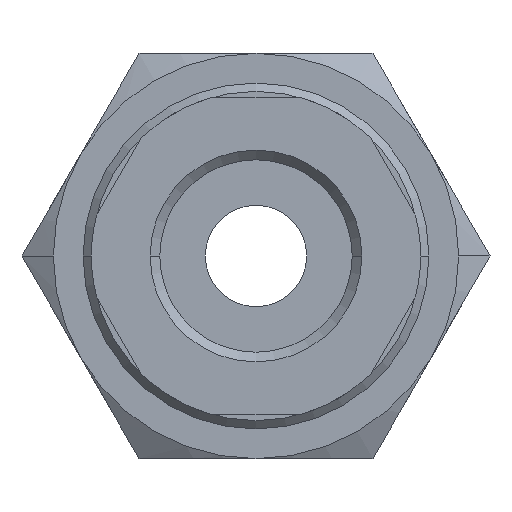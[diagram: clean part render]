
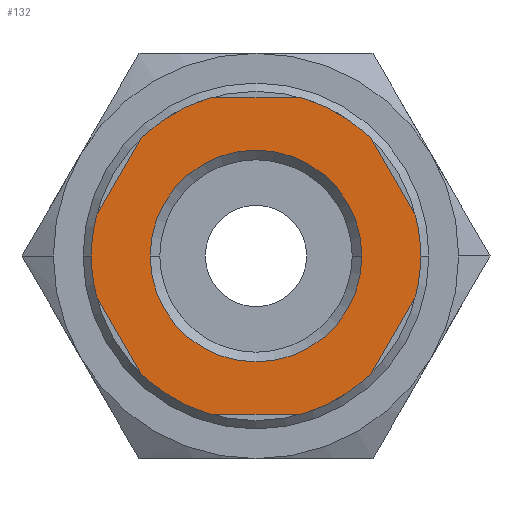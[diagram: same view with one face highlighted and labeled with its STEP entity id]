
A CAD part, front view. The second image highlights one B-rep face of the part: STEP entity #132.
In plain terms, the highlighted planar face has unit normal (0, -1, 0).
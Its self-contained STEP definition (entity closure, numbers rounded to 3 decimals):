
#132=ADVANCED_FACE('',(#325,#326),#327,.T.);
#325=FACE_BOUND('',#580,.T.);
#326=FACE_OUTER_BOUND('',#581,.T.);
#327=PLANE('',#582);
#580=EDGE_LOOP('',(#903,#904));
#581=EDGE_LOOP('',(#905,#906,#907,#908,#909,#910,#911,#912,#913,#914,#915,#916,#917,#918));
#582=AXIS2_PLACEMENT_3D('',#919,#920,#921);
#903=ORIENTED_EDGE('',*,*,#1530,.T.);
#904=ORIENTED_EDGE('',*,*,#1531,.T.);
#905=ORIENTED_EDGE('',*,*,#1474,.F.);
#906=ORIENTED_EDGE('',*,*,#1532,.F.);
#907=ORIENTED_EDGE('',*,*,#1483,.F.);
#908=ORIENTED_EDGE('',*,*,#1533,.F.);
#909=ORIENTED_EDGE('',*,*,#1534,.F.);
#910=ORIENTED_EDGE('',*,*,#1535,.F.);
#911=ORIENTED_EDGE('',*,*,#1536,.F.);
#912=ORIENTED_EDGE('',*,*,#1537,.F.);
#913=ORIENTED_EDGE('',*,*,#1538,.F.);
#914=ORIENTED_EDGE('',*,*,#1488,.F.);
#915=ORIENTED_EDGE('',*,*,#1539,.F.);
#916=ORIENTED_EDGE('',*,*,#1521,.F.);
#917=ORIENTED_EDGE('',*,*,#1540,.F.);
#918=ORIENTED_EDGE('',*,*,#1541,.F.);
#919=CARTESIAN_POINT('',(6.5,0.0,0.0));
#920=DIRECTION('',(-0.0,-1.0,-0.0));
#921=DIRECTION('',(-1.0,0.0,0.0));
#1474=EDGE_CURVE('',#1744,#1746,#1747,.T.);
#1483=EDGE_CURVE('',#1759,#1761,#1762,.T.);
#1488=EDGE_CURVE('',#1768,#1770,#1771,.T.);
#1521=EDGE_CURVE('',#1824,#1826,#1827,.T.);
#1530=EDGE_CURVE('',#1841,#1842,#1843,.T.);
#1531=EDGE_CURVE('',#1842,#1841,#1844,.T.);
#1532=EDGE_CURVE('',#1761,#1744,#1845,.T.);
#1533=EDGE_CURVE('',#1846,#1759,#1847,.T.);
#1534=EDGE_CURVE('',#1848,#1846,#1849,.T.);
#1535=EDGE_CURVE('',#1850,#1848,#1851,.T.);
#1536=EDGE_CURVE('',#1852,#1850,#1853,.T.);
#1537=EDGE_CURVE('',#1854,#1852,#1855,.T.);
#1538=EDGE_CURVE('',#1770,#1854,#1856,.T.);
#1539=EDGE_CURVE('',#1826,#1768,#1857,.T.);
#1540=EDGE_CURVE('',#1858,#1824,#1859,.T.);
#1541=EDGE_CURVE('',#1746,#1858,#1860,.T.);
#1744=VERTEX_POINT('',#2106);
#1746=VERTEX_POINT('',#2109);
#1747=LINE('',#2110,#2111);
#1759=VERTEX_POINT('',#2127);
#1761=VERTEX_POINT('',#2130);
#1762=LINE('',#2131,#2132);
#1768=VERTEX_POINT('',#2140);
#1770=VERTEX_POINT('',#2143);
#1771=LINE('',#2144,#2145);
#1824=VERTEX_POINT('',#2273);
#1826=VERTEX_POINT('',#2276);
#1827=LINE('',#2277,#2278);
#1841=VERTEX_POINT('',#2296);
#1842=VERTEX_POINT('',#2297);
#1843=CIRCLE('',#2298,8.36);
#1844=CIRCLE('',#2299,8.36);
#1845=CIRCLE('',#2300,13.0);
#1846=VERTEX_POINT('',#2301);
#1847=CIRCLE('',#2302,13.0);
#1848=VERTEX_POINT('',#2303);
#1849=LINE('',#2304,#2305);
#1850=VERTEX_POINT('',#2306);
#1851=CIRCLE('',#2307,13.0);
#1852=VERTEX_POINT('',#2308);
#1853=CIRCLE('',#2309,13.0);
#1854=VERTEX_POINT('',#2310);
#1855=LINE('',#2311,#2312);
#1856=CIRCLE('',#2313,13.0);
#1857=CIRCLE('',#2314,13.0);
#1858=VERTEX_POINT('',#2315);
#1859=CIRCLE('',#2316,13.0);
#1860=CIRCLE('',#2317,13.0);
#2106=CARTESIAN_POINT('',(-9.04,0.0,-9.342));
#2109=CARTESIAN_POINT('',(-12.611,0.0,-3.158));
#2110=CARTESIAN_POINT('',(-10.013,0.0,-7.657));
#2111=VECTOR('',#2807,1.0);
#2127=CARTESIAN_POINT('',(3.571,0.0,-12.5));
#2130=CARTESIAN_POINT('',(-3.571,0.0,-12.5));
#2131=CARTESIAN_POINT('',(3.25,0.0,-12.5));
#2132=VECTOR('',#2816,1.0);
#2140=CARTESIAN_POINT('',(-3.571,0.0,12.5));
#2143=CARTESIAN_POINT('',(3.571,0.0,12.5));
#2144=CARTESIAN_POINT('',(3.25,0.0,12.5));
#2145=VECTOR('',#2820,1.0);
#2273=CARTESIAN_POINT('',(-12.611,0.0,3.158));
#2276=CARTESIAN_POINT('',(-9.04,0.0,9.342));
#2277=CARTESIAN_POINT('',(-10.013,0.0,7.657));
#2278=VECTOR('',#2858,1.0);
#2296=CARTESIAN_POINT('',(-8.36,0.0,0.));
#2297=CARTESIAN_POINT('',(8.36,0.0,0.));
#2298=AXIS2_PLACEMENT_3D('',#2869,#2870,#2871);
#2299=AXIS2_PLACEMENT_3D('',#2872,#2873,#2874);
#2300=AXIS2_PLACEMENT_3D('',#2875,#2876,#2877);
#2301=CARTESIAN_POINT('',(9.04,0.0,-9.342));
#2302=AXIS2_PLACEMENT_3D('',#2878,#2879,#2880);
#2303=CARTESIAN_POINT('',(12.611,0.0,-3.158));
#2304=CARTESIAN_POINT('',(11.638,0.0,-4.843));
#2305=VECTOR('',#2881,1.0);
#2306=CARTESIAN_POINT('',(13.0,0.0,0.));
#2307=AXIS2_PLACEMENT_3D('',#2882,#2883,#2884);
#2308=CARTESIAN_POINT('',(12.611,0.0,3.158));
#2309=AXIS2_PLACEMENT_3D('',#2885,#2886,#2887);
#2310=CARTESIAN_POINT('',(9.04,0.0,9.342));
#2311=CARTESIAN_POINT('',(11.638,0.0,4.843));
#2312=VECTOR('',#2888,1.0);
#2313=AXIS2_PLACEMENT_3D('',#2889,#2890,#2891);
#2314=AXIS2_PLACEMENT_3D('',#2892,#2893,#2894);
#2315=CARTESIAN_POINT('',(-13.0,0.0,0.));
#2316=AXIS2_PLACEMENT_3D('',#2895,#2896,#2897);
#2317=AXIS2_PLACEMENT_3D('',#2898,#2899,#2900);
#2807=DIRECTION('',(-0.5,0.0,0.866));
#2816=DIRECTION('',(-1.0,0.0,0.0));
#2820=DIRECTION('',(1.0,-0.0,0.));
#2858=DIRECTION('',(0.5,-0.0,0.866));
#2869=CARTESIAN_POINT('',(0.0,0.0,0.0));
#2870=DIRECTION('',(-0.0,1.0,0.0));
#2871=DIRECTION('',(1.0,0.0,0.0));
#2872=CARTESIAN_POINT('',(0.0,0.0,0.0));
#2873=DIRECTION('',(-0.0,1.0,0.0));
#2874=DIRECTION('',(1.0,0.0,0.0));
#2875=CARTESIAN_POINT('',(0.0,0.0,0.0));
#2876=DIRECTION('',(-0.0,1.0,0.0));
#2877=DIRECTION('',(1.0,0.0,0.0));
#2878=CARTESIAN_POINT('',(0.0,0.0,0.0));
#2879=DIRECTION('',(-0.0,1.0,0.0));
#2880=DIRECTION('',(1.0,0.0,0.0));
#2881=DIRECTION('',(-0.5,0.0,-0.866));
#2882=CARTESIAN_POINT('',(0.0,0.0,0.0));
#2883=DIRECTION('',(-0.0,1.0,0.0));
#2884=DIRECTION('',(1.0,0.0,0.0));
#2885=CARTESIAN_POINT('',(0.0,0.0,0.0));
#2886=DIRECTION('',(-0.0,1.0,0.0));
#2887=DIRECTION('',(1.0,0.0,0.0));
#2888=DIRECTION('',(0.5,0.0,-0.866));
#2889=CARTESIAN_POINT('',(0.0,0.0,0.0));
#2890=DIRECTION('',(-0.0,1.0,0.0));
#2891=DIRECTION('',(1.0,0.0,0.0));
#2892=CARTESIAN_POINT('',(0.0,0.0,0.0));
#2893=DIRECTION('',(-0.0,1.0,0.0));
#2894=DIRECTION('',(1.0,0.0,0.0));
#2895=CARTESIAN_POINT('',(0.0,0.0,0.0));
#2896=DIRECTION('',(-0.0,1.0,0.0));
#2897=DIRECTION('',(1.0,0.0,0.0));
#2898=CARTESIAN_POINT('',(0.0,0.0,0.0));
#2899=DIRECTION('',(-0.0,1.0,0.0));
#2900=DIRECTION('',(1.0,0.0,0.0));
